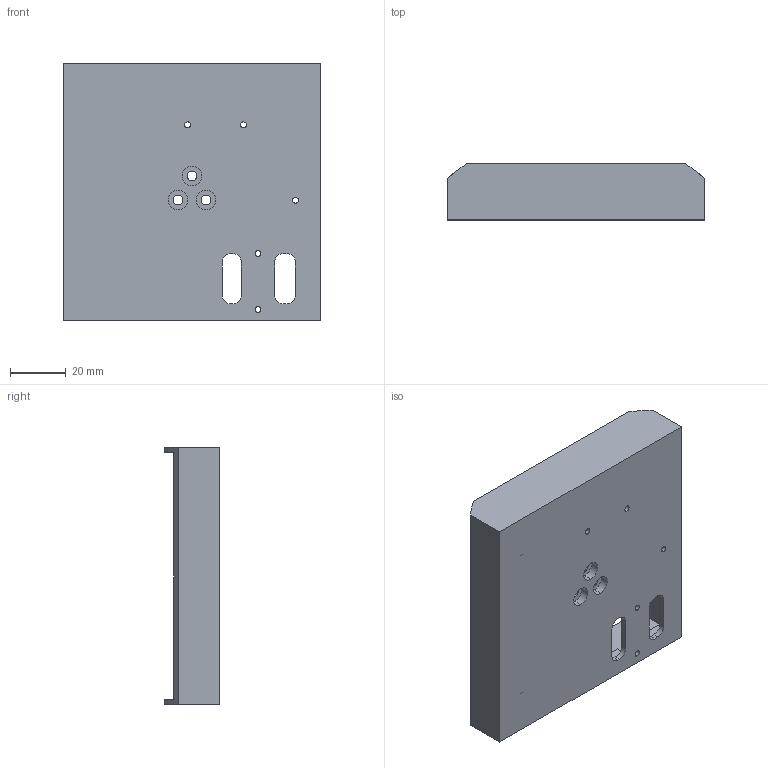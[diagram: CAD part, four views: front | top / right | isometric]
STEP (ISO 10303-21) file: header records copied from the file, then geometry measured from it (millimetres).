
FILE_DESCRIPTION (( 'STEP AP214' ), '1' );
FILE_NAME ('caseBase.STEP', '2025-12-15T16:13:55', ( '' ), ( '' ), 'SwSTEP 2.0', 'SolidWorks 2026', '' );
FILE_SCHEMA (( 'AUTOMOTIVE_DESIGN' ));
Length unit declared in the file: millimetre
Products named in the file (1): caseBase
Bounding box: 92 x 20 x 92 mm (x, y, z)
Volume: 34515.9 mm3; surface area: 31347.4 mm2
Topology: 1 solids, 1 shells, 182 faces, 492 edges, 319 vertices
Faces by surface type: cylinder 95, plane 80, torus 5, cone 2
Entity records: 5834 total; most frequent: CARTESIAN_POINT 1093, DIRECTION 996, ORIENTED_EDGE 984, EDGE_CURVE 492, AXIS2_PLACEMENT_3D 346, VERTEX_POINT 319, LINE 304, VECTOR 304
